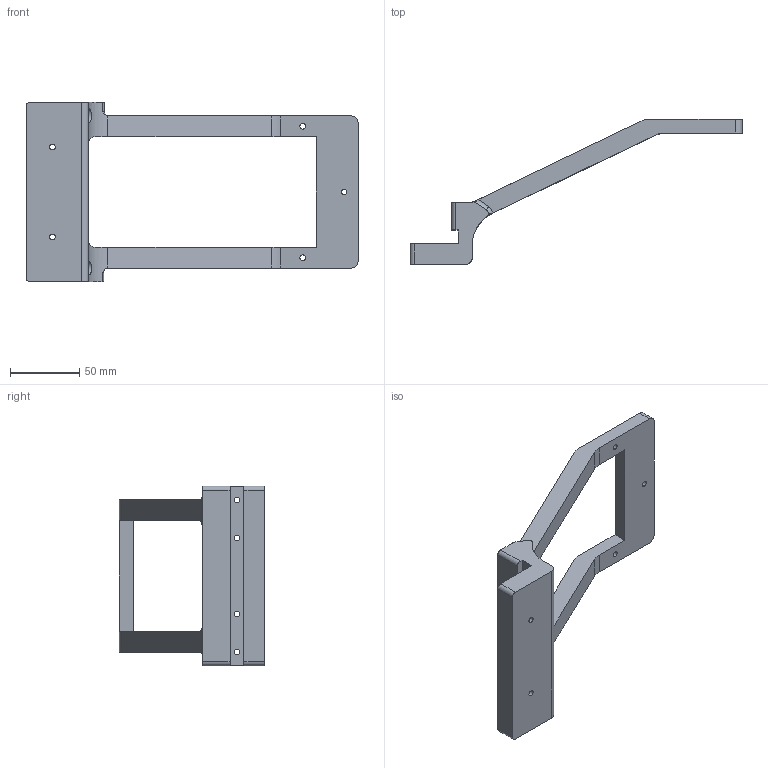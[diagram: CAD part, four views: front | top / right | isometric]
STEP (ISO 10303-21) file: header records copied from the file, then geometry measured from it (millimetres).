
FILE_DESCRIPTION (( 'STEP AP203' ), '1' );
FILE_NAME ('躯干支撑板.STEP', '2025-05-27T08:34:48', ( '' ), ( '' ), 'SwSTEP 2.0', 'SolidWorks 2022', '' );
FILE_SCHEMA (( 'CONFIG_CONTROL_DESIGN' ));
Length unit declared in the file: millimetre
Products named in the file (1): 躯干支撑板
Bounding box: 240 x 105 x 130 mm (x, y, z)
Volume: 243860.3 mm3; surface area: 56255.2 mm2
Topology: 1 solids, 1 shells, 81 faces, 229 edges, 148 vertices
Faces by surface type: cylinder 47, plane 26, torus 6, bspline 2
Entity records: 3030 total; most frequent: CARTESIAN_POINT 801, ORIENTED_EDGE 454, DIRECTION 453, EDGE_CURVE 227, AXIS2_PLACEMENT_3D 170, VERTEX_POINT 148, VECTOR 113, LINE 113
